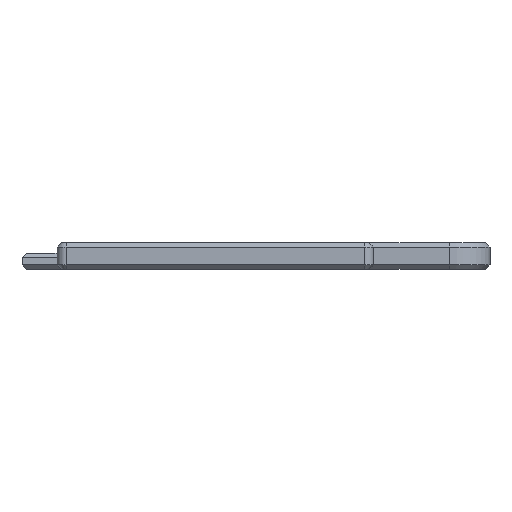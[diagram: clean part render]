
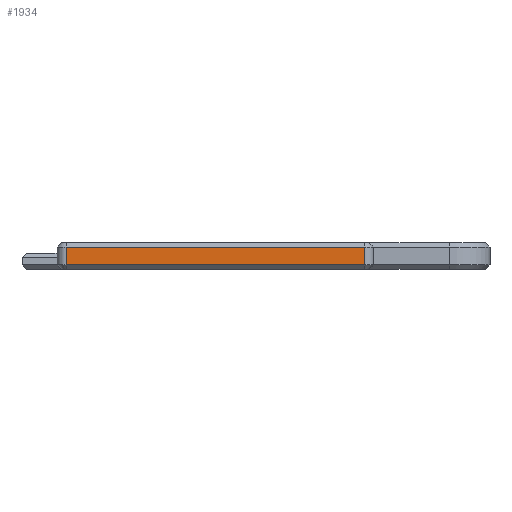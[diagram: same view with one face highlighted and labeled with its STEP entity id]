
A CAD part, left-side view. The second image highlights one B-rep face of the part: STEP entity #1934.
In plain terms, the highlighted planar face has unit normal (-1, 0, 0).
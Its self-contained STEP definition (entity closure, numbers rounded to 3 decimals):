
#78=PLANE('',#2075);
#169=FACE_OUTER_BOUND('',#284,.T.);
#284=EDGE_LOOP('',(#1489,#1490,#1491,#1492));
#404=LINE('',#2670,#641);
#474=LINE('',#2891,#711);
#486=LINE('',#2918,#723);
#487=LINE('',#2920,#724);
#641=VECTOR('',#2191,10.);
#711=VECTOR('',#2301,10.);
#723=VECTOR('',#2325,10.);
#724=VECTOR('',#2328,10.);
#878=VERTEX_POINT('',#2660);
#880=VERTEX_POINT('',#2666);
#957=VERTEX_POINT('',#2881);
#959=VERTEX_POINT('',#2887);
#1064=EDGE_CURVE('',#878,#880,#404,.T.);
#1155=EDGE_CURVE('',#957,#959,#474,.T.);
#1169=EDGE_CURVE('',#959,#878,#486,.T.);
#1170=EDGE_CURVE('',#880,#957,#487,.T.);
#1489=ORIENTED_EDGE('',*,*,#1064,.F.);
#1490=ORIENTED_EDGE('',*,*,#1169,.F.);
#1491=ORIENTED_EDGE('',*,*,#1155,.F.);
#1492=ORIENTED_EDGE('',*,*,#1170,.F.);
#1934=ADVANCED_FACE('',(#169),#78,.T.);
#2075=AXIS2_PLACEMENT_3D('',#2919,#2326,#2327);
#2191=DIRECTION('',(0.,-1.,0.));
#2301=DIRECTION('',(0.,1.,0.));
#2325=DIRECTION('',(0.,0.,1.));
#2326=DIRECTION('center_axis',(-1.,0.,0.));
#2327=DIRECTION('ref_axis',(0.,-1.,0.));
#2328=DIRECTION('',(0.,0.,-1.));
#2660=CARTESIAN_POINT('',(-17.519,281.627,324.5));
#2666=CARTESIAN_POINT('',(-17.519,248.427,324.5));
#2670=CARTESIAN_POINT('',(-17.519,262.368,324.5));
#2881=CARTESIAN_POINT('',(-17.519,248.427,322.5));
#2887=CARTESIAN_POINT('',(-17.519,281.627,322.5));
#2891=CARTESIAN_POINT('',(-17.519,262.368,322.5));
#2918=CARTESIAN_POINT('',(-17.519,281.627,322.));
#2919=CARTESIAN_POINT('Origin',(-17.519,283.727,322.));
#2920=CARTESIAN_POINT('',(-17.519,248.427,322.));
